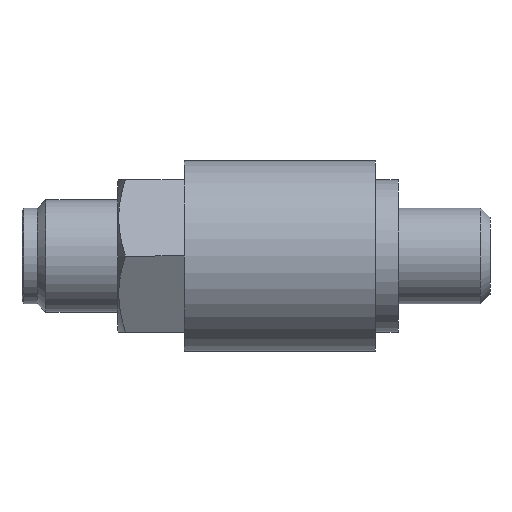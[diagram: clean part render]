
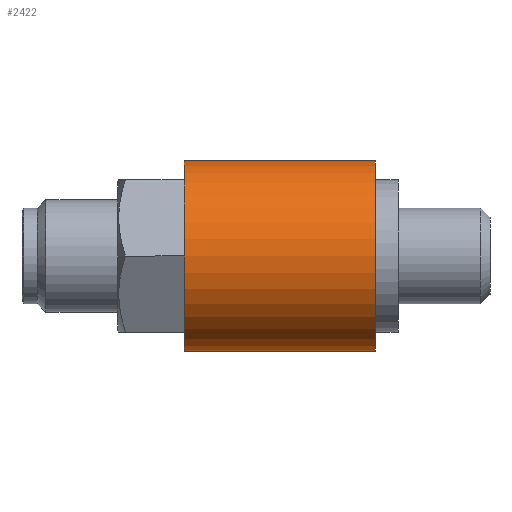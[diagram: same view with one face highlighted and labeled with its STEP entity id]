
A CAD part, left-side view. The second image highlights one B-rep face of the part: STEP entity #2422.
In plain terms, the highlighted cylindrical face has radius 5 mm (diameter 10 mm), a partial arc.
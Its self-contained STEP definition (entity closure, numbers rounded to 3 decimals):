
#158 = CARTESIAN_POINT ( 'NONE',  ( 0., 16., -5. ) ) ;
#639 = VECTOR ( 'NONE', #660, 1000. ) ;
#640 = CARTESIAN_POINT ( 'NONE',  ( 0., 24.586, -5. ) ) ;
#641 = LINE ( 'NONE', #640, #639 ) ;
#659 = CARTESIAN_POINT ( 'NONE',  ( 0., 6., -5. ) ) ;
#660 = DIRECTION ( 'NONE',  ( 0., 1., 0. ) ) ;
#666 = CARTESIAN_POINT ( 'NONE',  ( 0., 16., 5. ) ) ;
#702 = CARTESIAN_POINT ( 'NONE',  ( 0., 6., 5. ) ) ;
#954 = DIRECTION ( 'NONE',  ( 0., -1., 0. ) ) ;
#955 = CARTESIAN_POINT ( 'NONE',  ( 0., 16., 0. ) ) ;
#956 = AXIS2_PLACEMENT_3D ( 'NONE', #955, #954, #973 ) ;
#957 = CIRCLE ( 'NONE', #956, 5. ) ;
#973 = DIRECTION ( 'NONE',  ( 0., 0., -1. ) ) ;
#1040 = DIRECTION ( 'NONE',  ( 0., 0., 1. ) ) ;
#1041 = DIRECTION ( 'NONE',  ( 0., 1., 0. ) ) ;
#1045 = DIRECTION ( 'NONE',  ( 0., 0., 1. ) ) ;
#1046 = DIRECTION ( 'NONE',  ( 0., 1., 0. ) ) ;
#1049 = CARTESIAN_POINT ( 'NONE',  ( 0., 24.586, 0. ) ) ;
#1050 = AXIS2_PLACEMENT_3D ( 'NONE', #1049, #1046, #1045 ) ;
#1057 = CARTESIAN_POINT ( 'NONE',  ( 0., 6., 0. ) ) ;
#1058 = FACE_OUTER_BOUND ( 'NONE', #2419, .T. ) ;
#1059 = AXIS2_PLACEMENT_3D ( 'NONE', #1057, #1041, #1040 ) ;
#1060 = CIRCLE ( 'NONE', #1059, 5. ) ;
#1061 = CYLINDRICAL_SURFACE ( 'NONE', #1050, 5. ) ;
#1104 = DIRECTION ( 'NONE',  ( 0., 1., 0. ) ) ;
#1105 = VECTOR ( 'NONE', #1104, 1000. ) ;
#1106 = LINE ( 'NONE', #1125, #1105 ) ;
#1125 = CARTESIAN_POINT ( 'NONE',  ( 0., 24.586, 5. ) ) ;
#1968 = VERTEX_POINT ( 'NONE', #158 ) ;
#2202 = VERTEX_POINT ( 'NONE', #666 ) ;
#2205 = EDGE_CURVE ( 'NONE', #2206, #1968, #641, .T. ) ;
#2206 = VERTEX_POINT ( 'NONE', #659 ) ;
#2230 = VERTEX_POINT ( 'NONE', #702 ) ;
#2294 = EDGE_CURVE ( 'NONE', #2230, #2202, #1106, .T. ) ;
#2378 = EDGE_CURVE ( 'NONE', #2202, #1968, #957, .T. ) ;
#2418 = ORIENTED_EDGE ( 'NONE', *, *, #2378, .T. ) ;
#2419 = EDGE_LOOP ( 'NONE', ( #2516, #2510, #2514, #2418 ) ) ;
#2420 = EDGE_CURVE ( 'NONE', #2206, #2230, #1060, .T. ) ;
#2422 = ADVANCED_FACE ( 'NONE', ( #1058 ), #1061, .T. ) ;
#2510 = ORIENTED_EDGE ( 'NONE', *, *, #2420, .T. ) ;
#2514 = ORIENTED_EDGE ( 'NONE', *, *, #2294, .T. ) ;
#2516 = ORIENTED_EDGE ( 'NONE', *, *, #2205, .F. ) ;
